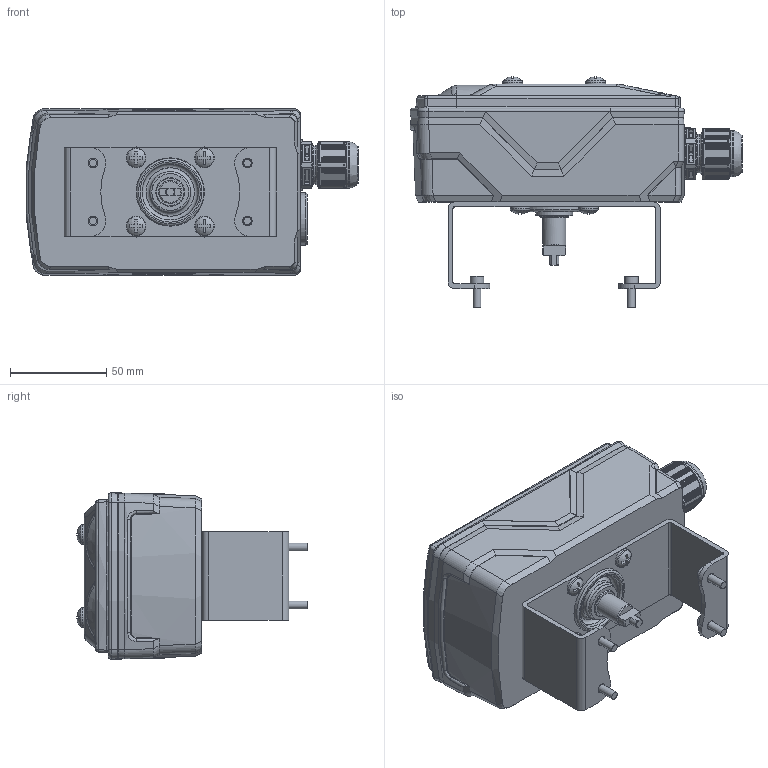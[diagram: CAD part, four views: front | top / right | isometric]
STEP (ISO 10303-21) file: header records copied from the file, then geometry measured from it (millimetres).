
FILE_DESCRIPTION( ( 'Unknown' ), '1' );
FILE_NAME( 'Eurobox.stp', 'Unknown', ( 'Unknown' ), ( 'Unknown' ), 'PSStep 13.0', 'Unknown', ' ' );
FILE_SCHEMA( ( 'AUTOMOTIVE_DESIGN { 1 0 10303 214 1 1 1 1 }' ) );
Length unit declared in the file: millimetre
Products named in the file (10): Assem1; Edelstahlbrücke; Gehäuse; Deckel; Stopfen; Red.-Nippel; Verschraubung; Spindel; Linsenschraube_M5x8; DIN912_M4x12
Bounding box: 172.04 x 119.34 x 86.22 mm (x, y, z)
Volume: 1175050.1 mm3; surface area: 239584.4 mm2
Topology: 28 solids, 28 shells, 3285 faces, 8308 edges, 5196 vertices
Faces by surface type: plane 1102, cylinder 756, bspline 630, cone 415, torus 215, sphere 75, revolution 56, extrusion 36
Full cylindrical faces by diameter (mm): 4 x5, 5 x17, 6.25 x8, 7 x5, 10.2 x9, 12 x2, 13.3 x6, 14.9 x2, 15 x2, 18.128 x2, 18.16 x2, 19 x2, 19.941 x2, 20 x6, 21.8 x2, 23 x2, 24 x2, 26.4 x2, 27 x2, 35.4 x2
Entity records: 73516 total; most frequent: CARTESIAN_POINT 26716, ORIENTED_EDGE 7670, DIRECTION 6149, EDGE_CURVE 3835, VERTEX_POINT 2444, AXIS2_PLACEMENT_3D 2280, EDGE_LOOP 1743, FACE_OUTER_BOUND 1619
